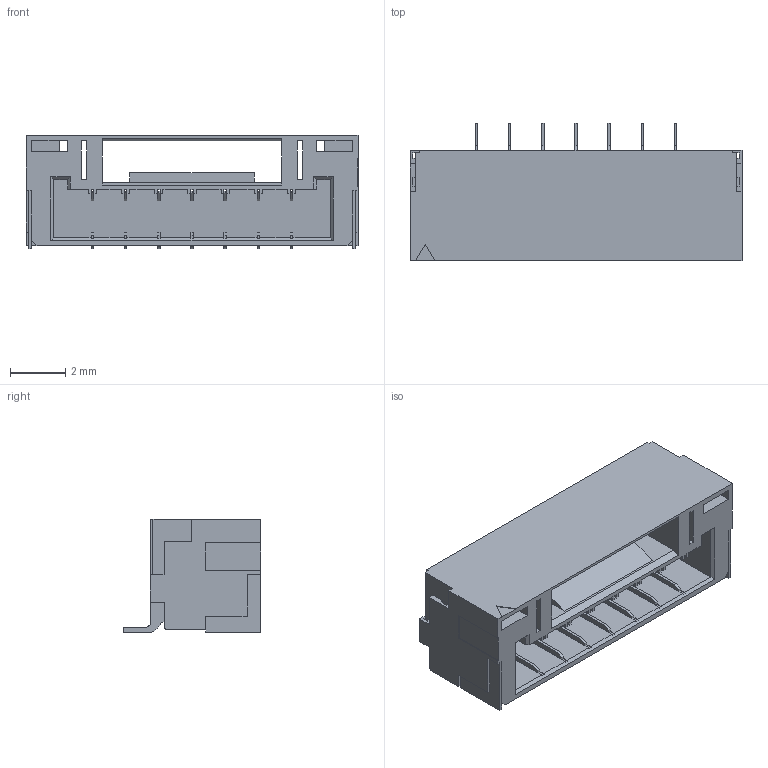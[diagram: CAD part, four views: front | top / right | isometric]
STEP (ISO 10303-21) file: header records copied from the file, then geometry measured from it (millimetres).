
FILE_DESCRIPTION(('FreeCAD Model'),'2;1');
FILE_NAME('BrickletConn_7pin.step','2017-11-08T10:46:17',('kicad StepUp'),('ksu MCAD'), 'Open CASCADE STEP processor 6.8','FreeCAD','Unknown');
FILE_SCHEMA(('AUTOMOTIVE_DESIGN_CC2 { 1 2 10303 214 -1 1 5 4 }'));
Length unit declared in the file: millimetre
Products named in the file (1): BrickletConn_7pin
Bounding box: 12 x 4.98 x 4.1 mm (x, y, z)
Volume: 89.5 mm3; surface area: 435.6 mm2
Topology: 1 solids, 1 shells, 457 faces, 1333 edges, 850 vertices
Faces by surface type: plane 436, cylinder 21
Entity records: 17977 total; most frequent: ORIENTED_EDGE 2666, CARTESIAN_POINT 2641, DIRECTION 2291, EDGE_CURVE 1333, LINE 1291, VECTOR 1291, VERTEX_POINT 850, AXIS2_PLACEMENT_3D 500
